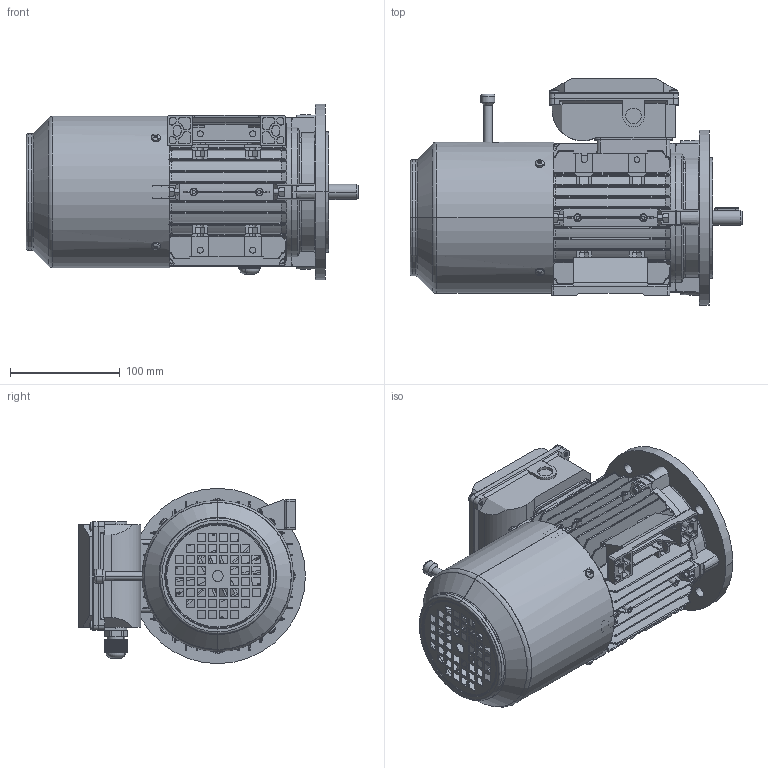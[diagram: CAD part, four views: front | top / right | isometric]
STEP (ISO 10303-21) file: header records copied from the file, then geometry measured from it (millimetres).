
FILE_DESCRIPTION (( 'STEP AP203' ), '1' );
FILE_NAME ('TB71 B5(MY諉盄碟ｊ倰).STEP', '2021-11-26T07:21:39', ( '' ), ( '' ), 'SwSTEP 2.0', 'SolidWorks 2014', '' );
FILE_SCHEMA (( 'CONFIG_CONTROL_DESIGN' ));
Length unit declared in the file: millimetre
Products named in the file (17): 71怢宒瑞珔; Hexagon nuts grade C GB_GB_FASTENER_NUT_SNC1 M5-N; 堤盄蹟杶M16; Plain parallel keys_GB_CONNECTING_PIECE_KEYS_CSK 5X22; MY63-71諉盄碟II倰郪磁; TB71蛌粣; ZDQ71; Hexagon socket head cap screws GB_GB_FASTENER_SCREWS_HSHCS M5X25-N; MY63-71 T倰諉盄碟裔; TAN71 儂褲; TB71 綴裔; TB71 B5(MY諉盄碟ｊ倰); TAN71 B5裔; TB71瑞欶; Cross recessed thread forming screws GB_GB_CROSS_SCREWS_TYPE138 M4X10-N; MY63-71 T倰諉盄碟釱; TAN71 菁褐
Assembly tree (37 placements, depth 3):
  TB71 B5(MY諉盄碟ｊ倰)
    TAN71 儂褲
    TAN71 菁褐
    TB71蛌粣
    TAN71 B5裔
    Hexagon nuts grade C GB_GB_FASTENER_NUT_SNC1 M5-N  x8
    Hexagon socket head cap screws GB_GB_FASTENER_SCREWS_HSHCS M5X25-N  x8
    Cross recessed thread forming screws GB_GB_CROSS_SCREWS_TYPE138 M4X10-N  x4
    Plain parallel keys_GB_CONNECTING_PIECE_KEYS_CSK 5X22
    TB71 綴裔
    71怢宒瑞珔
    ZDQ71
    TB71瑞欶
    MY63-71諉盄碟II倰郪磁
      Cross recessed thread forming screws GB_GB_CROSS_SCREWS_TYPE138 M4X10-N  x4
      堤盄蹟杶M16
      MY63-71 T倰諉盄碟裔
      MY63-71 T倰諉盄碟釱
Bounding box: 303 x 207 x 160 mm (x, y, z)
Volume: 1008442.2 mm3; surface area: 641959.4 mm2
Topology: 36 solids, 36 shells, 4356 faces, 11388 edges, 7153 vertices
Faces by surface type: plane 2076, cylinder 1139, bspline 528, cone 359, torus 222, sphere 32
Entity records: 138508 total; most frequent: CARTESIAN_POINT 44459, ORIENTED_EDGE 20500, DIRECTION 17580, EDGE_CURVE 10250, VERTEX_POINT 6474, AXIS2_PLACEMENT_3D 6190, LINE 5200, VECTOR 5200
